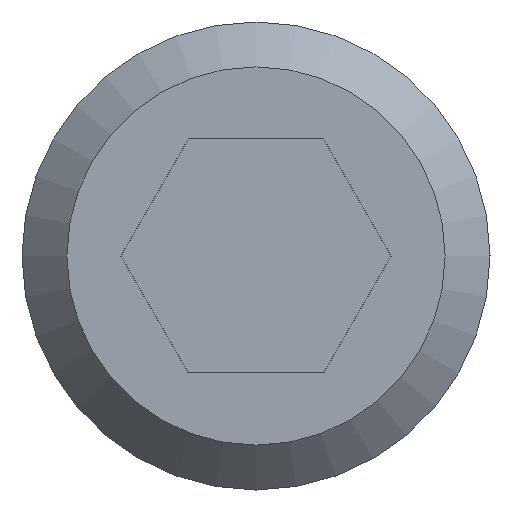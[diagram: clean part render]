
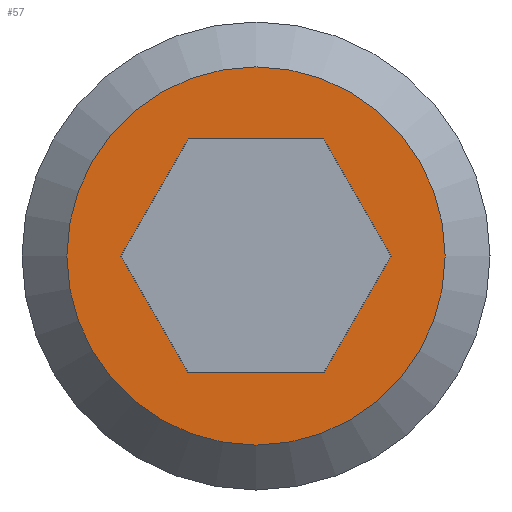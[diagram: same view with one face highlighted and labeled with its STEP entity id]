
A CAD part, left-side view. The second image highlights one B-rep face of the part: STEP entity #57.
In plain terms, the highlighted planar face has unit normal (-1, 0, 0).
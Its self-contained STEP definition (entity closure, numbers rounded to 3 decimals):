
#57 = ADVANCED_FACE( '', ( #113, #114 ), #115, .F. );
#113 = FACE_OUTER_BOUND( '', #165, .T. );
#114 = FACE_BOUND( '', #166, .T. );
#115 = PLANE( '', #167 );
#165 = EDGE_LOOP( '', ( #254 ) );
#166 = EDGE_LOOP( '', ( #255, #256, #257, #258, #259, #260 ) );
#167 = AXIS2_PLACEMENT_3D( '', #261, #262, #263 );
#254 = ORIENTED_EDGE( '', *, *, #309, .F. );
#255 = ORIENTED_EDGE( '', *, *, #301, .T. );
#256 = ORIENTED_EDGE( '', *, *, #282, .T. );
#257 = ORIENTED_EDGE( '', *, *, #304, .T. );
#258 = ORIENTED_EDGE( '', *, *, #290, .T. );
#259 = ORIENTED_EDGE( '', *, *, #277, .T. );
#260 = ORIENTED_EDGE( '', *, *, #294, .T. );
#261 = CARTESIAN_POINT( '', ( 0., 0., 0. ) );
#262 = DIRECTION( '', ( 1., 0., 0. ) );
#263 = DIRECTION( '', ( 0., 0., -1. ) );
#277 = EDGE_CURVE( '', #314, #315, #316, .T. );
#282 = EDGE_CURVE( '', #323, #324, #325, .T. );
#290 = EDGE_CURVE( '', #335, #314, #336, .T. );
#294 = EDGE_CURVE( '', #315, #341, #342, .T. );
#301 = EDGE_CURVE( '', #341, #323, #352, .T. );
#304 = EDGE_CURVE( '', #324, #335, #355, .T. );
#309 = EDGE_CURVE( '', #360, #360, #361, .T. );
#314 = VERTEX_POINT( '', #367 );
#315 = VERTEX_POINT( '', #368 );
#316 = LINE( '', #369, #370 );
#323 = VERTEX_POINT( '', #380 );
#324 = VERTEX_POINT( '', #381 );
#325 = LINE( '', #382, #383 );
#335 = VERTEX_POINT( '', #396 );
#336 = LINE( '', #397, #398 );
#341 = VERTEX_POINT( '', #405 );
#342 = LINE( '', #406, #407 );
#352 = LINE( '', #419, #420 );
#355 = LINE( '', #424, #425 );
#360 = VERTEX_POINT( '', #431 );
#361 = CIRCLE( '', #432, 3.233 );
#367 = CARTESIAN_POINT( '', ( 0., 1.155, -2. ) );
#368 = CARTESIAN_POINT( '', ( 0., 2.309, 0. ) );
#369 = CARTESIAN_POINT( '', ( 0., 1.155, -2. ) );
#370 = VECTOR( '', #437, 1000. );
#380 = CARTESIAN_POINT( '', ( 0., -1.155, 2. ) );
#381 = CARTESIAN_POINT( '', ( 0., -2.309, 0. ) );
#382 = CARTESIAN_POINT( '', ( 0., -1.155, 2. ) );
#383 = VECTOR( '', #441, 1000. );
#396 = CARTESIAN_POINT( '', ( 0., -1.155, -2. ) );
#397 = CARTESIAN_POINT( '', ( 0., -1.155, -2. ) );
#398 = VECTOR( '', #448, 1000. );
#405 = CARTESIAN_POINT( '', ( 0., 1.155, 2. ) );
#406 = CARTESIAN_POINT( '', ( 0., 2.309, 0. ) );
#407 = VECTOR( '', #451, 1000. );
#419 = CARTESIAN_POINT( '', ( 0., 1.155, 2. ) );
#420 = VECTOR( '', #460, 1000. );
#424 = CARTESIAN_POINT( '', ( 0., -2.309, 0. ) );
#425 = VECTOR( '', #462, 1000. );
#431 = CARTESIAN_POINT( '', ( 0., 0., -3.233 ) );
#432 = AXIS2_PLACEMENT_3D( '', #464, #465, #466 );
#437 = DIRECTION( '', ( 0., 0.5, 0.866 ) );
#441 = DIRECTION( '', ( 0., -0.5, -0.866 ) );
#448 = DIRECTION( '', ( 0., 1., 0. ) );
#451 = DIRECTION( '', ( 0., -0.5, 0.866 ) );
#460 = DIRECTION( '', ( 0., -1., 0. ) );
#462 = DIRECTION( '', ( 0., 0.5, -0.866 ) );
#464 = CARTESIAN_POINT( '', ( 0., 0., 0. ) );
#465 = DIRECTION( '', ( 1., 0., 0. ) );
#466 = DIRECTION( '', ( 0., 0., -1. ) );
